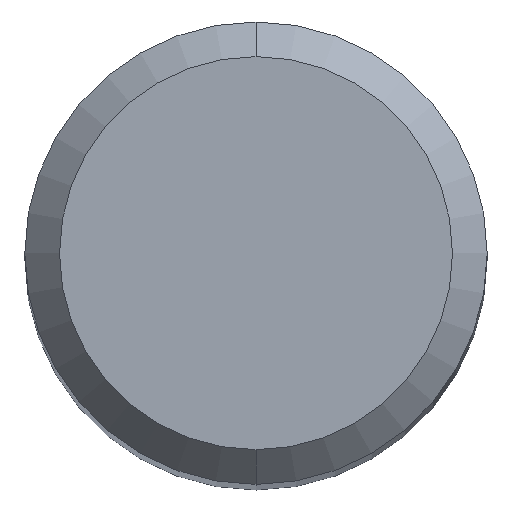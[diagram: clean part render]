
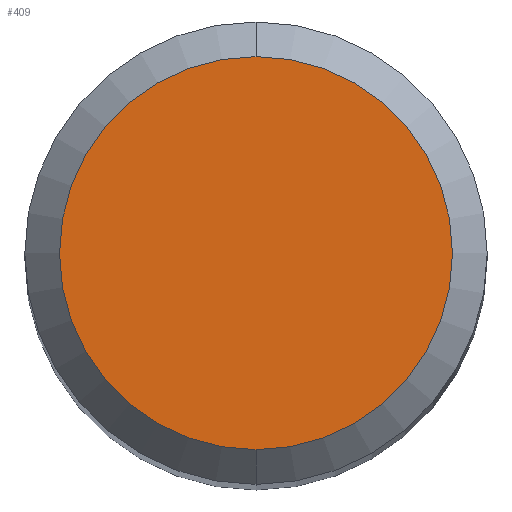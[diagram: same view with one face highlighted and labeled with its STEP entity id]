
A CAD part, top view. The second image highlights one B-rep face of the part: STEP entity #409.
In plain terms, the highlighted planar face has unit normal (0, 0, 1).
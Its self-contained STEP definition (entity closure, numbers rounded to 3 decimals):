
#195=VERTEX_POINT('',#489);
#233=EDGE_CURVE('',#433,#195,#534,.T.);
#259=EDGE_CURVE('',#195,#433,#561,.T.);
#409=ADVANCED_FACE('',(#722),#723,.T.);
#433=VERTEX_POINT('',#750);
#489=CARTESIAN_POINT('',(0.,-1.7,0.0));
#534=CIRCLE('',#896,1.7);
#561=CIRCLE('',#974,1.7);
#722=FACE_OUTER_BOUND('',#1305,.T.);
#723=PLANE('',#1306);
#750=CARTESIAN_POINT('',(0.0,1.7,0.0));
#896=AXIS2_PLACEMENT_3D('',#1469,#1470,#1471);
#974=AXIS2_PLACEMENT_3D('',#1486,#1487,#1488);
#1305=EDGE_LOOP('',(#1665,#1666));
#1306=AXIS2_PLACEMENT_3D('',#1667,#1668,#1669);
#1469=CARTESIAN_POINT('',(0.0,0.0,0.0));
#1470=DIRECTION('',(0.0,0.0,-1.0));
#1471=DIRECTION('',(0.0,1.0,0.0));
#1486=CARTESIAN_POINT('',(0.0,0.0,0.0));
#1487=DIRECTION('',(0.0,0.0,-1.0));
#1488=DIRECTION('',(0.0,1.0,0.0));
#1665=ORIENTED_EDGE('',*,*,#233,.F.);
#1666=ORIENTED_EDGE('',*,*,#259,.F.);
#1667=CARTESIAN_POINT('',(0.0,0.85,0.0));
#1668=DIRECTION('',(-0.0,0.0,1.0));
#1669=DIRECTION('',(0.0,-1.0,0.0));
